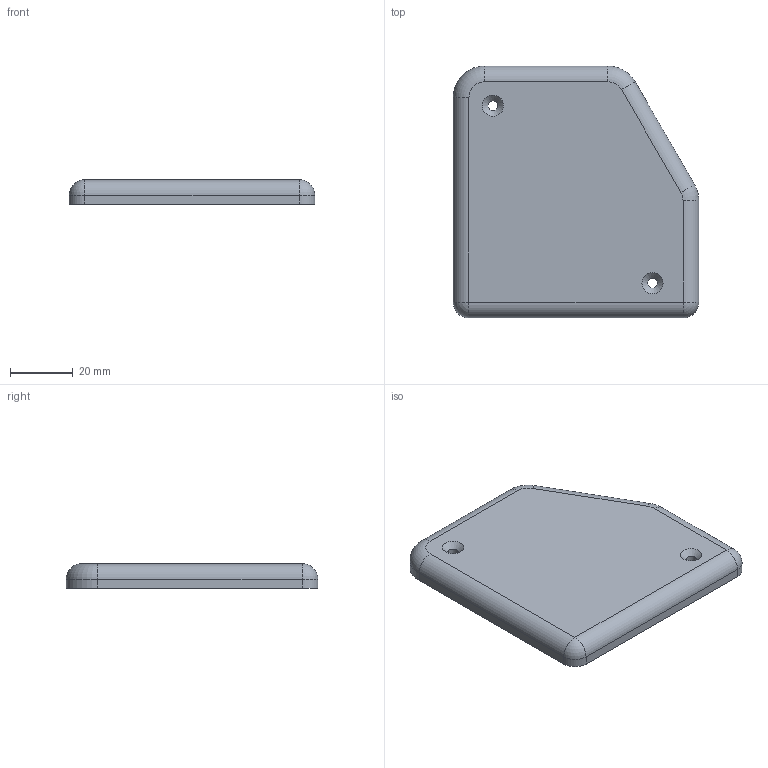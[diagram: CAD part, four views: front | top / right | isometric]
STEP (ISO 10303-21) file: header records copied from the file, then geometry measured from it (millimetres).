
FILE_DESCRIPTION(/* description */ ('STEP AP242','CAx-IF Rec.Pracs.---Representation and Presentation of Product Manufacturing Information (PMI)---4.0---2014-10-13','CAx-IF Rec.Pracs.---3D Tessellated Geometry---0.4---2014-09-14','2;1'),/* implementation_level */ '2;1');
FILE_NAME(/* name */ 'Split Flap Module - Endplate R',/* time_stamp */ '2025-02-16T18:00:15Z',/* author */ (''),/* organization */ (''),/* preprocessor_version */ 'ST-DEVELOPER v20',/* originating_system */ 'ONSHAPE BY PTC INC, 1.193',/* authorisation */ ' ');
FILE_SCHEMA (('AP242_MANAGED_MODEL_BASED_3D_ENGINEERING_MIM_LF { 1 0 10303 442 1 1 4 }'));
Length unit declared in the file: metre
Products named in the file (1): Endplate R
Bounding box: 78 x 80 x 7.85 mm (x, y, z)
Volume: 10431.5 mm3; surface area: 14606.8 mm2
Topology: 1 solids, 1 shells, 66 faces, 154 edges, 90 vertices
Faces by surface type: cylinder 29, plane 21, torus 10, sphere 4, cone 2
Full cylindrical faces by diameter (mm): 3.2 x2, 6.72 x1, 8 x1
Entity records: 1824 total; most frequent: DIRECTION 344, CARTESIAN_POINT 297, ORIENTED_EDGE 280, EDGE_CURVE 140, AXIS2_PLACEMENT_3D 137, VERTEX_POINT 90, EDGE_LOOP 84, FACE_BOUND 84
